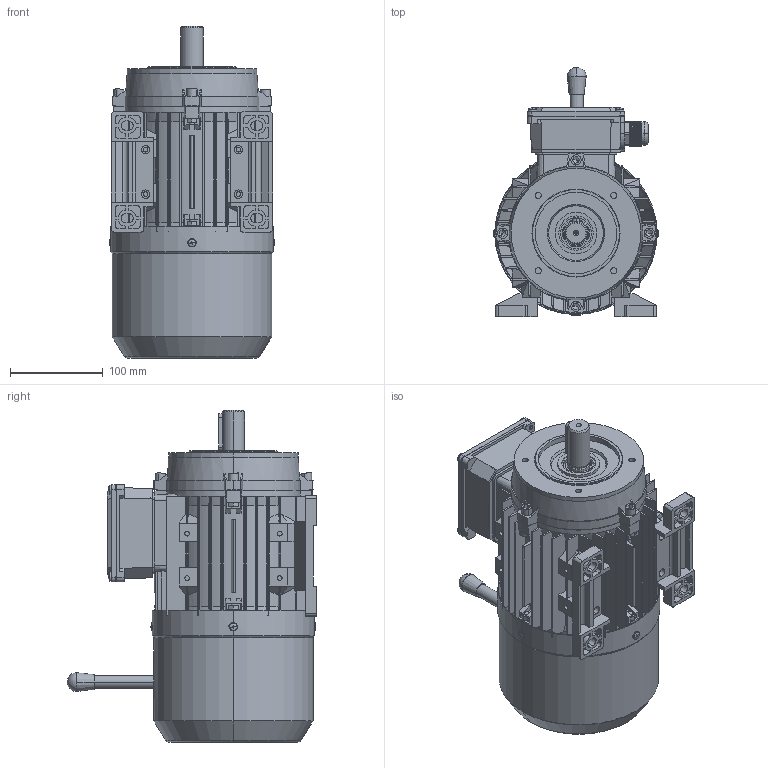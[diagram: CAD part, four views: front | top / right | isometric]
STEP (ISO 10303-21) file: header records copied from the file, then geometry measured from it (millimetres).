
FILE_DESCRIPTION (( 'STEP AP203' ), '1' );
FILE_NAME ('MSB90S B34俋倛芞.STEP', '2012-12-30T02:52:41', ( 'USER' ), ( 'MS' ), 'SwSTEP 2.0', 'SolidWorks 2008', '' );
FILE_SCHEMA (( 'CONFIG_CONTROL_DESIGN' ));
Length unit declared in the file: millimetre
Products named in the file (15): 内六角圆柱螺栓80-100_默认; 螺母10_默认; 新接线盒座80-100_默认; 新接线盒盖80-100_默认; MSB90后盖_默认; MSB90S B34俋倛芞; 90S机壳_默认; 90风叶_默认; 90油封_默认; 80-100出线螺套_默认; 90S底脚_默认; 风罩螺钉M5_默认; MSB90风罩_默认; 接线盒螺钉M5×12_GB_CROSS_SCREWS_TYPE1 M5X12-12  H type-N; 90B14前盖_默认
Assembly tree (34 placements, depth 2):
  MSB90S B34俋倛芞
    内六角圆柱螺栓80-100_默认  x8
    螺母10_默认  x7
    90S底脚_默认  x2
    接线盒螺钉M5×12_GB_CROSS_SCREWS_TYPE1 M5X12-12  H type-N  x4
    90油封_默认
    风罩螺钉M5_默认  x4
    MSB90后盖_默认
    80-100出线螺套_默认
    新接线盒盖80-100_默认
    90S机壳_默认
    新接线盒座80-100_默认
    90风叶_默认
    MSB90风罩_默认
    90B14前盖_默认
Bounding box: 177.9 x 269.39 x 358.34 mm (x, y, z)
Volume: 1357495 mm3; surface area: 802368.4 mm2
Topology: 37 solids, 37 shells, 3189 faces, 8344 edges, 5318 vertices
Faces by surface type: plane 2112, cylinder 706, cone 231, torus 78, sphere 52, bspline 10
Entity records: 82707 total; most frequent: CARTESIAN_POINT 18336, ORIENTED_EDGE 13302, DIRECTION 12363, EDGE_CURVE 6651, VECTOR 4423, LINE 4423, VERTEX_POINT 4273, AXIS2_PLACEMENT_3D 3970
